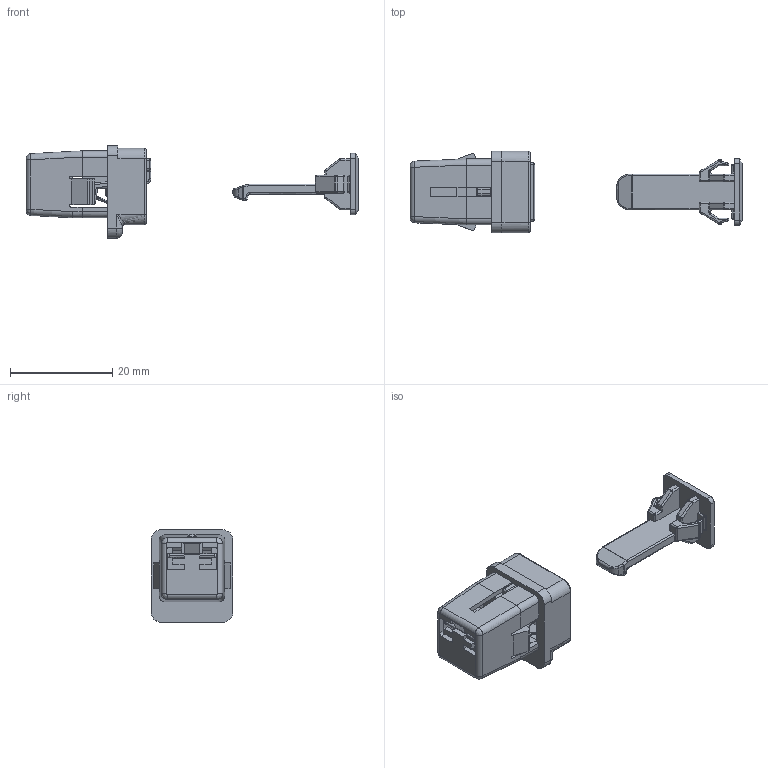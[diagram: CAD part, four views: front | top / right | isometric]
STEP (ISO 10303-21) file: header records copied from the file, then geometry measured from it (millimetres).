
FILE_DESCRIPTION((''),'2;1');
FILE_NAME('','2007-04-02T16:57:03',(''),(''),'','CADfix','');
FILE_SCHEMA(('AUTOMOTIVE_DESIGN { 1 0 10303 214 1 1 1 1 }'));
Length unit declared in the file: millimetre
Bounding box: 65 x 16 x 18.1 mm (x, y, z)
Volume: 3428.2 mm3; surface area: 4977.6 mm2
Topology: 3 solids, 3 shells, 555 faces, 1383 edges, 820 vertices
Faces by surface type: bspline 555
Entity records: 24746 total; most frequent: CARTESIAN_POINT 16903, ORIENTED_EDGE 2746, EDGE_CURVE 1373, QUASI_UNIFORM_CURVE 873, VERTEX_POINT 820, EDGE_LOOP 561, FACE_OUTER_BOUND 555, ADVANCED_FACE 555
